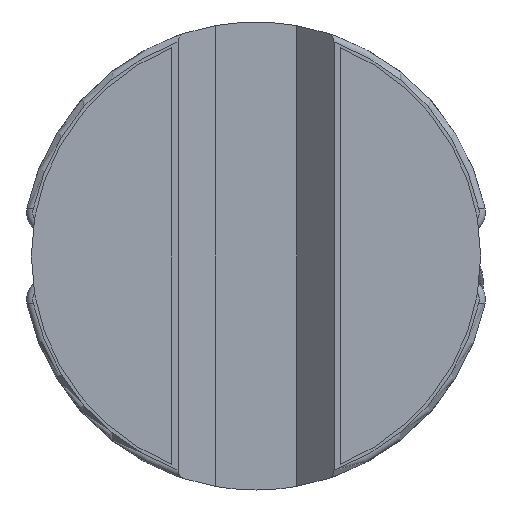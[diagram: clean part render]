
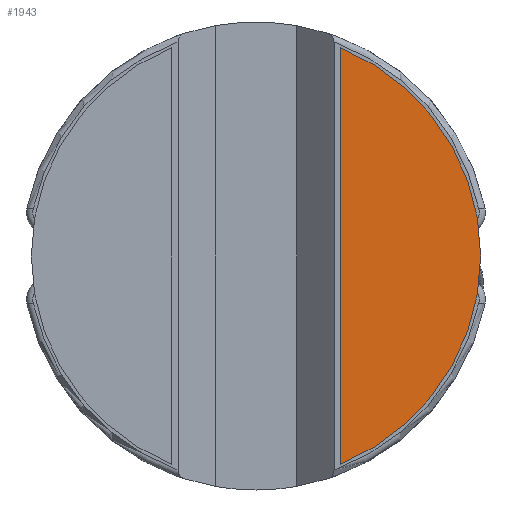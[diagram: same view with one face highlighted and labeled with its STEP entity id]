
A CAD part, front view. The second image highlights one B-rep face of the part: STEP entity #1943.
In plain terms, the highlighted planar face has unit normal (0, -1, 0).
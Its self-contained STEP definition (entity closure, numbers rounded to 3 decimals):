
#135 = VERTEX_POINT ( 'NONE', #3349 ) ;
#155 = VERTEX_POINT ( 'NONE', #4942 ) ;
#722 = DIRECTION ( 'NONE',  ( 0., 0., -1. ) ) ;
#866 = VECTOR ( 'NONE', #722, 1000. ) ;
#1943 = ADVANCED_FACE ( 'NONE', ( #4632 ), #3836, .F. ) ;
#2090 = CARTESIAN_POINT ( 'NONE',  ( 0., 0., 0. ) ) ;
#2153 = EDGE_CURVE ( 'NONE', #155, #135, #4423, .T. ) ;
#2403 = ORIENTED_EDGE ( 'NONE', *, *, #3763, .T. ) ;
#2411 = ORIENTED_EDGE ( 'NONE', *, *, #2153, .T. ) ;
#2672 = CARTESIAN_POINT ( 'NONE',  ( 1.35, 0., 3.337 ) ) ;
#3040 = DIRECTION ( 'NONE',  ( 0., 0., 1. ) ) ;
#3102 = AXIS2_PLACEMENT_3D ( 'NONE', #2090, #4452, #4777 ) ;
#3349 = CARTESIAN_POINT ( 'NONE',  ( 1.35, 0., 3.337 ) ) ;
#3763 = EDGE_CURVE ( 'NONE', #135, #155, #3812, .T. ) ;
#3812 = LINE ( 'NONE', #2672, #866 ) ;
#3836 = PLANE ( 'NONE',  #4257 ) ;
#3875 = EDGE_LOOP ( 'NONE', ( #2411, #2403 ) ) ;
#4251 = CARTESIAN_POINT ( 'NONE',  ( 0., 0., 0. ) ) ;
#4257 = AXIS2_PLACEMENT_3D ( 'NONE', #4251, #4996, #3040 ) ;
#4423 = CIRCLE ( 'NONE', #3102, 3.6 ) ;
#4452 = DIRECTION ( 'NONE',  ( 0., -1., 0. ) ) ;
#4632 = FACE_OUTER_BOUND ( 'NONE', #3875, .T. ) ;
#4777 = DIRECTION ( 'NONE',  ( 0., 0., 1. ) ) ;
#4942 = CARTESIAN_POINT ( 'NONE',  ( 1.35, 0., -3.337 ) ) ;
#4996 = DIRECTION ( 'NONE',  ( 0., 1., 0. ) ) ;
